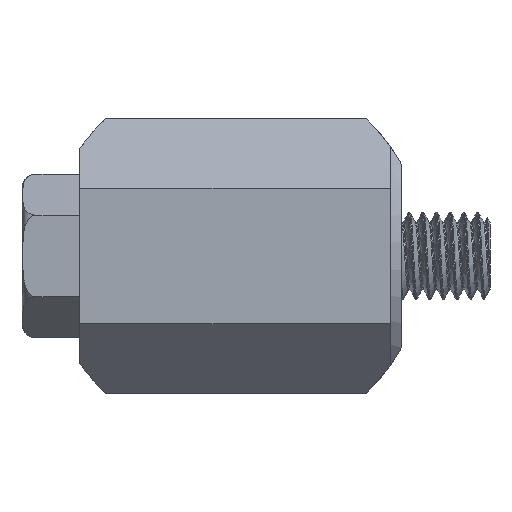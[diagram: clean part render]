
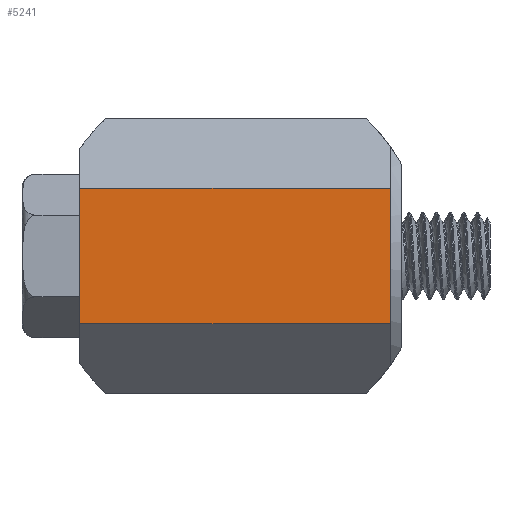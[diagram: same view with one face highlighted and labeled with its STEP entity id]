
A CAD part, left-side view. The second image highlights one B-rep face of the part: STEP entity #5241.
In plain terms, the highlighted planar face has unit normal (-1, 0, 0).
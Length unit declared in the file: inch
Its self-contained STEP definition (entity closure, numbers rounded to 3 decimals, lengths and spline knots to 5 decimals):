
#589=LINE('',#10891,#829);
#774=LINE('',#13030,#1014);
#775=LINE('',#13032,#1015);
#776=LINE('',#13033,#1016);
#829=VECTOR('',#6051,0.3937);
#1014=VECTOR('',#7022,0.3937);
#1015=VECTOR('',#7023,0.3937);
#1016=VECTOR('',#7024,0.3937);
#1339=FACE_OUTER_BOUND('',#1853,.T.);
#1853=EDGE_LOOP('',(#4308,#4309,#4310,#4311));
#2186=VERTEX_POINT('',#10888);
#2187=VERTEX_POINT('',#10890);
#2550=VERTEX_POINT('',#13029);
#2551=VERTEX_POINT('',#13031);
#2686=EDGE_CURVE('',#2187,#2186,#589,.T.);
#3151=EDGE_CURVE('',#2550,#2187,#774,.T.);
#3152=EDGE_CURVE('',#2551,#2186,#775,.T.);
#3153=EDGE_CURVE('',#2550,#2551,#776,.T.);
#4308=ORIENTED_EDGE('',*,*,#3151,.T.);
#4309=ORIENTED_EDGE('',*,*,#2686,.T.);
#4310=ORIENTED_EDGE('',*,*,#3152,.F.);
#4311=ORIENTED_EDGE('',*,*,#3153,.F.);
#4616=PLANE('',#5840);
#5241=ADVANCED_FACE('',(#1339),#4616,.T.);
#5840=AXIS2_PLACEMENT_3D('',#13028,#7020,#7021);
#6051=DIRECTION('',(0.,0.,-1.));
#7020=DIRECTION('center_axis',(-1.,0.,0.));
#7021=DIRECTION('ref_axis',(0.,1.,0.));
#7022=DIRECTION('',(0.,1.,0.));
#7023=DIRECTION('',(0.,1.,0.));
#7024=DIRECTION('',(0.,0.,-1.));
#10888=CARTESIAN_POINT('',(-1.373,1.12,-0.245));
#10890=CARTESIAN_POINT('',(-1.373,1.12,0.245));
#10891=CARTESIAN_POINT('',(-1.373,1.12,0.245));
#13028=CARTESIAN_POINT('Origin',(-1.373,0.,0.245));
#13029=CARTESIAN_POINT('',(-1.373,0.,0.245));
#13030=CARTESIAN_POINT('',(-1.373,0.,0.245));
#13031=CARTESIAN_POINT('',(-1.373,0.,-0.245));
#13032=CARTESIAN_POINT('',(-1.373,0.,-0.245));
#13033=CARTESIAN_POINT('',(-1.373,0.,0.245));
